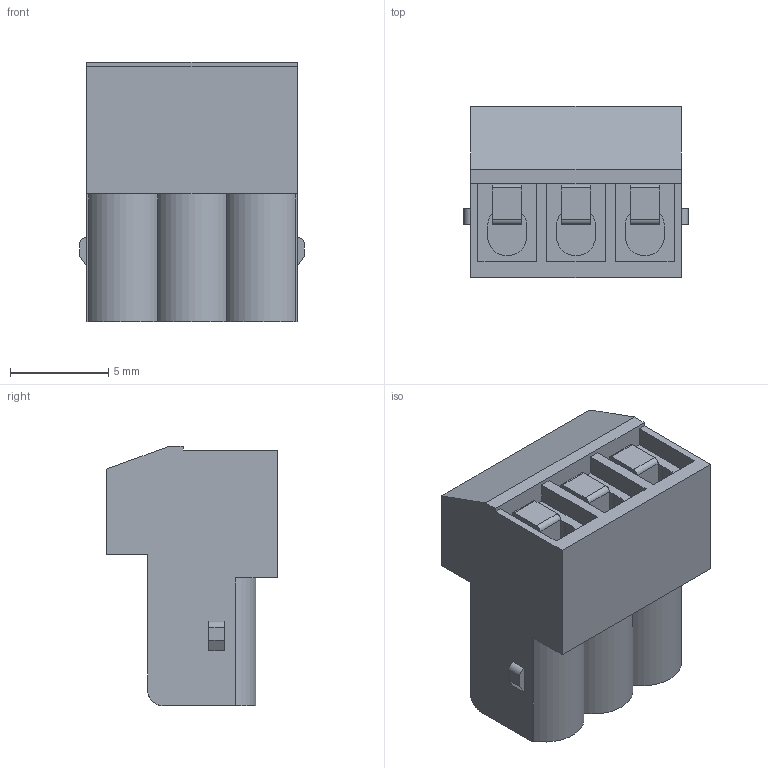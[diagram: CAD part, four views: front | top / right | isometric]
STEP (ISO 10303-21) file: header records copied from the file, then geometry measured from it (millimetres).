
FILE_DESCRIPTION((''),'2;1');
FILE_NAME('RP01303VBWN','2014-05-23T',('Jobserver'),('MC TECHNOLOGY GmbH'),'PRO/ENGINEER BY PARAMETRIC TECHNOLOGY CORPORATION, 2010370','PRO/ENGINEER BY PARAMETRIC TECHNOLOGY CORPORATION, 2010370','');
FILE_SCHEMA(('CONFIG_CONTROL_DESIGN'));
Length unit declared in the file: millimetre
Products named in the file (1): RP01303VBWN
Bounding box: 11.4 x 8.7 x 13.2 mm (x, y, z)
Volume: 725.2 mm3; surface area: 1049.2 mm2
Topology: 1 solids, 1 shells, 156 faces, 411 edges, 274 vertices
Faces by surface type: plane 102, cylinder 54
Entity records: 4870 total; most frequent: CARTESIAN_POINT 850, DIRECTION 837, ORIENTED_EDGE 822, EDGE_CURVE 411, VECTOR 285, LINE 285, AXIS2_PLACEMENT_3D 276, VERTEX_POINT 274
